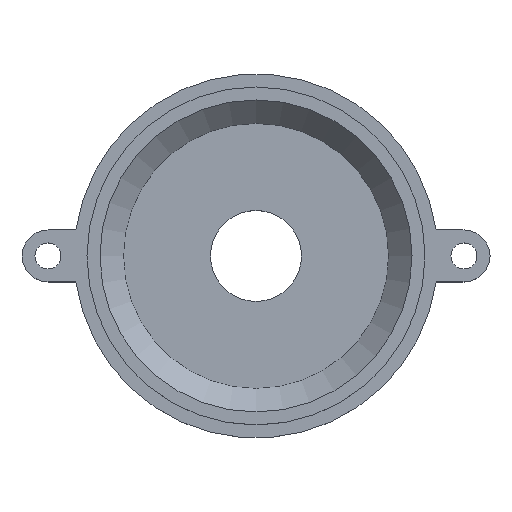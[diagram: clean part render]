
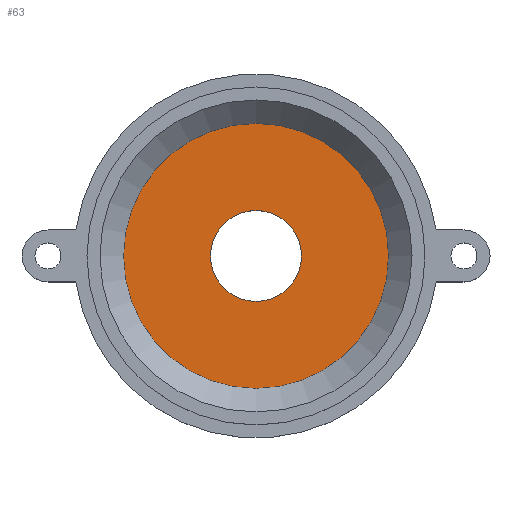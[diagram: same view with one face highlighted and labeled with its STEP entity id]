
A CAD part, top view. The second image highlights one B-rep face of the part: STEP entity #63.
In plain terms, the highlighted planar face has unit normal (0, 0, 1).
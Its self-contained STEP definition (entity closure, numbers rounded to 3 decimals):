
#63=ADVANCED_FACE('',(#192,#194),#196,.T.);
#192=FACE_BOUND('',#193,.T.);
#193=EDGE_LOOP('',(#274));
#194=FACE_BOUND('',#195,.T.);
#195=EDGE_LOOP('',(#275));
#196=PLANE('',#197);
#197=AXIS2_PLACEMENT_3D('',#198,#199,#200);
#198=CARTESIAN_POINT('',(0.,0.,2.));
#199=DIRECTION('',(0.,0.,1.));
#200=DIRECTION('',(-1.,0.,0.));
#274=ORIENTED_EDGE('',*,*,#311,.F.);
#275=ORIENTED_EDGE('',*,*,#309,.T.);
#309=EDGE_CURVE('',#366,#366,#367,.F.);
#311=EDGE_CURVE('',#370,#370,#371,.F.);
#366=VERTEX_POINT('',#503);
#367=CIRCLE('',#504,7.);
#370=VERTEX_POINT('',#513);
#371=CIRCLE('',#514,20.4);
#503=CARTESIAN_POINT('',(-7.,0.,2.));
#504=AXIS2_PLACEMENT_3D('',#505,#506,#507);
#505=CARTESIAN_POINT('',(0.,0.,2.));
#506=DIRECTION('',(0.,0.,1.));
#507=DIRECTION('',(-1.,0.,0.));
#513=CARTESIAN_POINT('',(-20.4,0.,2.));
#514=AXIS2_PLACEMENT_3D('',#515,#516,#517);
#515=CARTESIAN_POINT('',(0.,0.,2.));
#516=DIRECTION('',(0.,0.,1.));
#517=DIRECTION('',(-1.,0.,0.));
